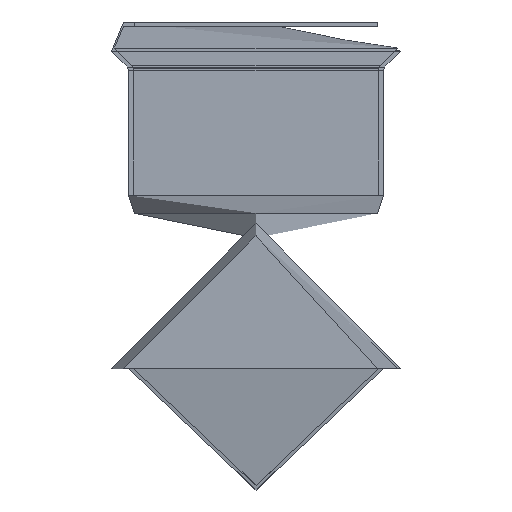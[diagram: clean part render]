
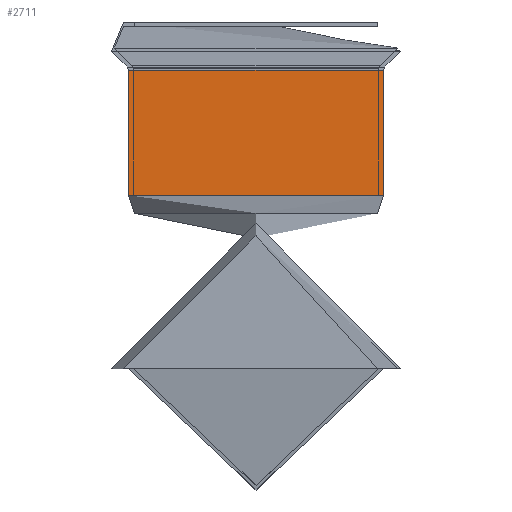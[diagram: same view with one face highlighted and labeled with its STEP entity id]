
A CAD part, left-side view. The second image highlights one B-rep face of the part: STEP entity #2711.
In plain terms, the highlighted free-form (B-spline) face has degree [1, 2] with [2, 9] control points.
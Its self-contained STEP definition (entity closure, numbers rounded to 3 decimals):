
#2650 = VERTEX_POINT('',#2651);
#2651 = CARTESIAN_POINT('',(21.426,0.,56.65));
#2657 = EDGE_CURVE('',#2658,#2650,#2660,.T.);
#2658 = VERTEX_POINT('',#2659);
#2659 = CARTESIAN_POINT('',(21.426,56.65,0.));
#2660 = ( BOUNDED_CURVE() B_SPLINE_CURVE(2,(#2661,#2662,#2663),
.UNSPECIFIED.,.F.,.F.) B_SPLINE_CURVE_WITH_KNOTS((3,3),(0.,
1.571),.PIECEWISE_BEZIER_KNOTS.) CURVE() 
GEOMETRIC_REPRESENTATION_ITEM() RATIONAL_B_SPLINE_CURVE((1.,
0.707,1.)) REPRESENTATION_ITEM('') );
#2661 = CARTESIAN_POINT('',(21.426,56.65,0.));
#2662 = CARTESIAN_POINT('',(21.426,56.65,56.65));
#2663 = CARTESIAN_POINT('',(21.426,0.,56.65));
#2665 = EDGE_CURVE('',#2666,#2658,#2668,.T.);
#2666 = VERTEX_POINT('',#2667);
#2667 = CARTESIAN_POINT('',(21.426,-56.65,0.));
#2668 = ( BOUNDED_CURVE() B_SPLINE_CURVE(2,(#2669,#2670,#2671,#2672,
#2673),.UNSPECIFIED.,.F.,.F.) B_SPLINE_CURVE_WITH_KNOTS((3,2,3),(
    3.142,4.712,6.283),
.PIECEWISE_BEZIER_KNOTS.) CURVE() GEOMETRIC_REPRESENTATION_ITEM() 
RATIONAL_B_SPLINE_CURVE((1.,0.707,1.,0.707,1.)) 
REPRESENTATION_ITEM('') );
#2669 = CARTESIAN_POINT('',(21.426,-56.65,0.));
#2670 = CARTESIAN_POINT('',(21.426,-56.65,-56.65));
#2671 = CARTESIAN_POINT('',(21.426,0.,-56.65)
  );
#2672 = CARTESIAN_POINT('',(21.426,56.65,-56.65));
#2673 = CARTESIAN_POINT('',(21.426,56.65,0.));
#2675 = EDGE_CURVE('',#2650,#2666,#2676,.T.);
#2676 = ( BOUNDED_CURVE() B_SPLINE_CURVE(2,(#2677,#2678,#2679),
.UNSPECIFIED.,.F.,.F.) B_SPLINE_CURVE_WITH_KNOTS((3,3),(1.571,
3.142),.PIECEWISE_BEZIER_KNOTS.) CURVE() 
GEOMETRIC_REPRESENTATION_ITEM() RATIONAL_B_SPLINE_CURVE((1.,
0.707,1.)) REPRESENTATION_ITEM('') );
#2677 = CARTESIAN_POINT('',(21.426,0.,56.65));
#2678 = CARTESIAN_POINT('',(21.426,-56.65,56.65));
#2679 = CARTESIAN_POINT('',(21.426,-56.65,0.));
#2711 = ADVANCED_FACE('',(#2712),#2743,.T.);
#2712 = FACE_BOUND('',#2713,.T.);
#2713 = EDGE_LOOP('',(#2714,#2726,#2734,#2739,#2740,#2741,#2742));
#2714 = ORIENTED_EDGE('',*,*,#2715,.F.);
#2715 = EDGE_CURVE('',#2716,#2718,#2720,.T.);
#2716 = VERTEX_POINT('',#2717);
#2717 = CARTESIAN_POINT('',(77.,56.65,0.));
#2718 = VERTEX_POINT('',#2719);
#2719 = CARTESIAN_POINT('',(77.,-56.65,0.));
#2720 = ( BOUNDED_CURVE() B_SPLINE_CURVE(2,(#2721,#2722,#2723,#2724,
#2725),.UNSPECIFIED.,.F.,.F.) B_SPLINE_CURVE_WITH_KNOTS((3,2,3),(0.,
1.571,3.142),.UNSPECIFIED.) CURVE() 
GEOMETRIC_REPRESENTATION_ITEM() RATIONAL_B_SPLINE_CURVE((1.,
0.707,1.,0.707,1.)) REPRESENTATION_ITEM('') );
#2721 = CARTESIAN_POINT('',(77.,56.65,0.));
#2722 = CARTESIAN_POINT('',(77.,56.65,56.65));
#2723 = CARTESIAN_POINT('',(77.,0.,56.65));
#2724 = CARTESIAN_POINT('',(77.,-56.65,56.65));
#2725 = CARTESIAN_POINT('',(77.,-56.65,0.));
#2726 = ORIENTED_EDGE('',*,*,#2727,.F.);
#2727 = EDGE_CURVE('',#2718,#2716,#2728,.T.);
#2728 = ( BOUNDED_CURVE() B_SPLINE_CURVE(2,(#2729,#2730,#2731,#2732,
#2733),.UNSPECIFIED.,.F.,.F.) B_SPLINE_CURVE_WITH_KNOTS((3,2,3),(
    3.142,4.712,6.283),
.PIECEWISE_BEZIER_KNOTS.) CURVE() GEOMETRIC_REPRESENTATION_ITEM() 
RATIONAL_B_SPLINE_CURVE((1.,0.707,1.,0.707,1.)) 
REPRESENTATION_ITEM('') );
#2729 = CARTESIAN_POINT('',(77.,-56.65,0.));
#2730 = CARTESIAN_POINT('',(77.,-56.65,-56.65));
#2731 = CARTESIAN_POINT('',(77.,0.,-56.65));
#2732 = CARTESIAN_POINT('',(77.,56.65,-56.65));
#2733 = CARTESIAN_POINT('',(77.,56.65,0.));
#2734 = ORIENTED_EDGE('',*,*,#2735,.T.);
#2735 = EDGE_CURVE('',#2718,#2666,#2736,.T.);
#2736 = B_SPLINE_CURVE_WITH_KNOTS('',1,(#2737,#2738),.UNSPECIFIED.,.F.,
  .F.,(2,2),(-0.49,0.49),.PIECEWISE_BEZIER_KNOTS.);
#2737 = CARTESIAN_POINT('',(77.,-56.65,0.));
#2738 = CARTESIAN_POINT('',(21.426,-56.65,0.));
#2739 = ORIENTED_EDGE('',*,*,#2665,.T.);
#2740 = ORIENTED_EDGE('',*,*,#2657,.T.);
#2741 = ORIENTED_EDGE('',*,*,#2675,.T.);
#2742 = ORIENTED_EDGE('',*,*,#2735,.F.);
#2743 = ( BOUNDED_SURFACE() B_SPLINE_SURFACE(1,2,(
    (#2744,#2745,#2746,#2747,#2748,#2749,#2750,#2751,#2752)
    ,(#2753,#2754,#2755,#2756,#2757,#2758,#2759,#2760,#2761
)),.UNSPECIFIED.,.F.,.T.,.F.) B_SPLINE_SURFACE_WITH_KNOTS((2,2),(1,2,2,2
    ,2,2,1),(-0.49,0.49),(-4.712,
    -3.142,-1.571,0.,1.571,3.142,
4.712),.UNSPECIFIED.) GEOMETRIC_REPRESENTATION_ITEM() 
RATIONAL_B_SPLINE_SURFACE((
    (1.,0.707,1.,0.707,1.,0.707,1.
      ,0.707,1.)
    ,(1.,0.707,1.,0.707,1.,0.707,1.
,0.707,1.))) REPRESENTATION_ITEM('') SURFACE() );
#2744 = CARTESIAN_POINT('',(77.,-56.65,0.));
#2745 = CARTESIAN_POINT('',(77.,-56.65,-56.65));
#2746 = CARTESIAN_POINT('',(77.,0.,-56.65));
#2747 = CARTESIAN_POINT('',(77.,56.65,-56.65));
#2748 = CARTESIAN_POINT('',(77.,56.65,0.));
#2749 = CARTESIAN_POINT('',(77.,56.65,56.65));
#2750 = CARTESIAN_POINT('',(77.,0.,56.65));
#2751 = CARTESIAN_POINT('',(77.,-56.65,56.65));
#2752 = CARTESIAN_POINT('',(77.,-56.65,0.));
#2753 = CARTESIAN_POINT('',(21.426,-56.65,0.));
#2754 = CARTESIAN_POINT('',(21.426,-56.65,-56.65));
#2755 = CARTESIAN_POINT('',(21.426,0.,-56.65));
#2756 = CARTESIAN_POINT('',(21.426,56.65,-56.65));
#2757 = CARTESIAN_POINT('',(21.426,56.65,0.));
#2758 = CARTESIAN_POINT('',(21.426,56.65,56.65));
#2759 = CARTESIAN_POINT('',(21.426,0.,56.65));
#2760 = CARTESIAN_POINT('',(21.426,-56.65,56.65));
#2761 = CARTESIAN_POINT('',(21.426,-56.65,0.));
